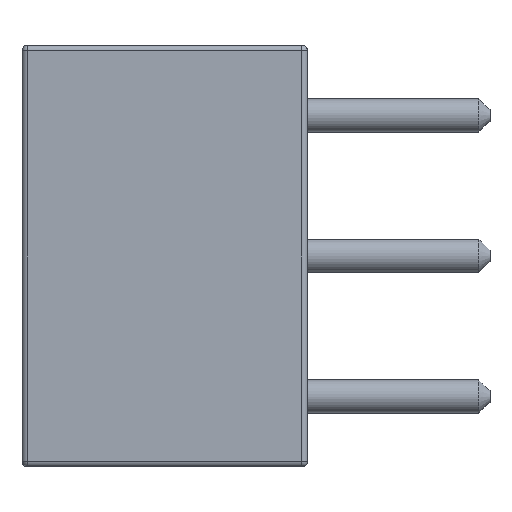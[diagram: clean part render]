
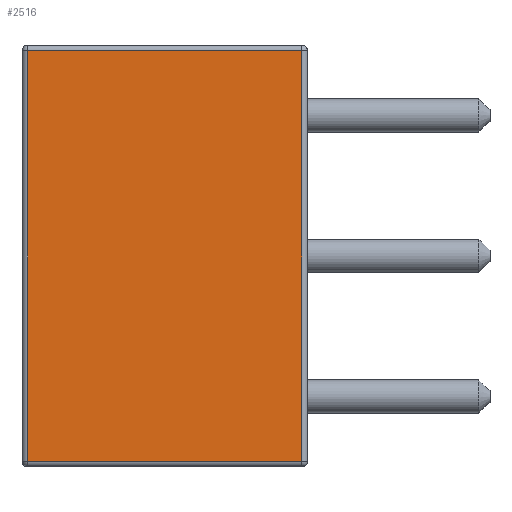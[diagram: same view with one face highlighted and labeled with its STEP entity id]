
A CAD part, left-side view. The second image highlights one B-rep face of the part: STEP entity #2516.
In plain terms, the highlighted planar face has unit normal (-1, 0, 0).
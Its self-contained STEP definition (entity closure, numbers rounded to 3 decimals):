
#121=PLANE('',#2761);
#289=FACE_OUTER_BOUND('',#450,.T.);
#450=EDGE_LOOP('',(#2036,#2037,#2038,#2039));
#545=LINE('',#3674,#759);
#640=LINE('',#4245,#854);
#642=LINE('',#4248,#856);
#646=LINE('',#4255,#860);
#759=VECTOR('',#2894,10.);
#854=VECTOR('',#3293,10.);
#856=VECTOR('',#3297,10.);
#860=VECTOR('',#3307,10.);
#1096=VERTEX_POINT('',#3668);
#1098=VERTEX_POINT('',#3672);
#1211=VERTEX_POINT('',#4223);
#1216=VERTEX_POINT('',#4238);
#1317=EDGE_CURVE('',#1098,#1096,#545,.T.);
#1510=EDGE_CURVE('',#1211,#1216,#640,.T.);
#1512=EDGE_CURVE('',#1216,#1098,#642,.T.);
#1516=EDGE_CURVE('',#1096,#1211,#646,.T.);
#2036=ORIENTED_EDGE('',*,*,#1317,.F.);
#2037=ORIENTED_EDGE('',*,*,#1512,.F.);
#2038=ORIENTED_EDGE('',*,*,#1510,.F.);
#2039=ORIENTED_EDGE('',*,*,#1516,.F.);
#2516=ADVANCED_FACE('',(#289),#121,.F.);
#2761=AXIS2_PLACEMENT_3D('',#4264,#3320,#3321);
#2894=DIRECTION('',(0.,1.,0.));
#3293=DIRECTION('',(0.,-1.,0.));
#3297=DIRECTION('',(0.,0.,-1.));
#3307=DIRECTION('',(0.,0.,1.));
#3320=DIRECTION('center_axis',(1.,0.,0.));
#3321=DIRECTION('ref_axis',(0.,-1.,0.));
#3668=CARTESIAN_POINT('',(-5.08,5.06,-7.52));
#3672=CARTESIAN_POINT('',(-5.08,0.1,-7.52));
#3674=CARTESIAN_POINT('',(-5.08,3.87,-7.52));
#4223=CARTESIAN_POINT('',(-5.08,5.06,-0.1));
#4238=CARTESIAN_POINT('',(-5.08,0.1,-0.1));
#4245=CARTESIAN_POINT('',(-5.08,3.87,-0.1));
#4248=CARTESIAN_POINT('',(-5.08,0.1,0.));
#4255=CARTESIAN_POINT('',(-5.08,5.06,0.));
#4264=CARTESIAN_POINT('Origin',(-5.08,5.16,0.));
